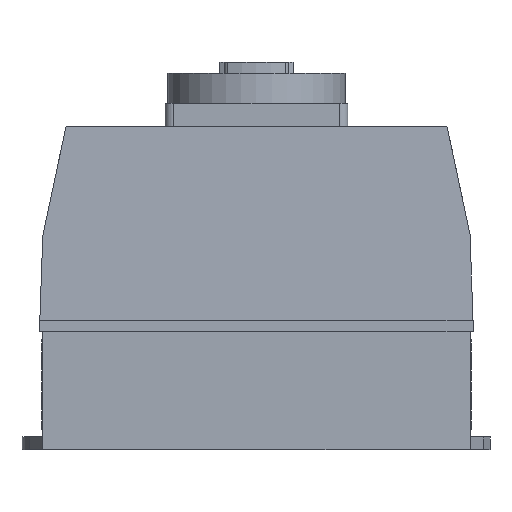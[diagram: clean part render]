
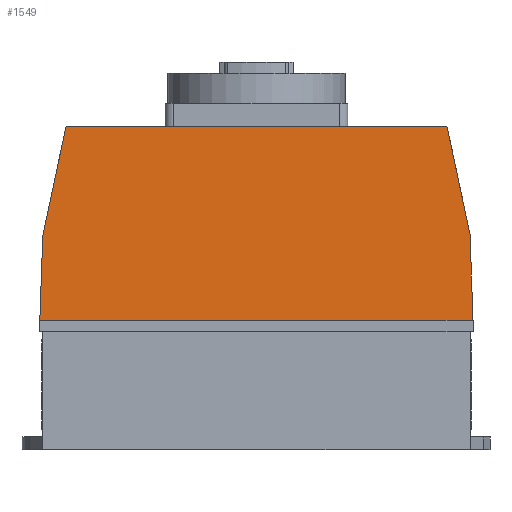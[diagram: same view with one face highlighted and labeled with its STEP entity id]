
A CAD part, left-side view. The second image highlights one B-rep face of the part: STEP entity #1549.
In plain terms, the highlighted planar face has unit normal (-0.999, 0, 0.035).
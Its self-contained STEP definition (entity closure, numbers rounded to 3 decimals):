
#104=LINE($,#2366,#284);
#107=LINE($,#2371,#287);
#111=LINE($,#2380,#291);
#112=LINE($,#2382,#292);
#113=LINE($,#2383,#293);
#114=LINE($,#2384,#294);
#284=VECTOR($,#1868,39.383);
#287=VECTOR($,#1873,135.414);
#291=VECTOR($,#1879,30.037);
#292=VECTOR($,#1880,154.);
#293=VECTOR($,#1881,30.537);
#294=VECTOR($,#1882,39.895);
#461=PLANE($,#1657);
#536=FACE_OUTER_BOUND($,#623,.T.);
#623=EDGE_LOOP($,(#1163,#1164,#1165,#1166,#1167,#1168));
#798=VERTEX_POINT($,#2363);
#799=VERTEX_POINT($,#2365);
#800=VERTEX_POINT($,#2369);
#803=VERTEX_POINT($,#2378);
#804=VERTEX_POINT($,#2379);
#805=VERTEX_POINT($,#2381);
#939=EDGE_CURVE($,#798,#799,#104,.T.);
#942=EDGE_CURVE($,#800,#798,#107,.T.);
#946=EDGE_CURVE($,#803,#804,#111,.T.);
#947=EDGE_CURVE($,#805,#803,#112,.T.);
#948=EDGE_CURVE($,#799,#805,#113,.T.);
#949=EDGE_CURVE($,#804,#800,#114,.T.);
#1163=ORIENTED_EDGE($,*,*,#946,.F.);
#1164=ORIENTED_EDGE($,*,*,#947,.F.);
#1165=ORIENTED_EDGE($,*,*,#948,.F.);
#1166=ORIENTED_EDGE($,*,*,#939,.F.);
#1167=ORIENTED_EDGE($,*,*,#942,.F.);
#1168=ORIENTED_EDGE($,*,*,#949,.F.);
#1549=ADVANCED_FACE($,(#536),#461,.F.);
#1657=AXIS2_PLACEMENT_3D($,#2377,#1877,#1878);
#1868=DIRECTION($,(-0.034,-0.208,-0.978));
#1873=DIRECTION($,(0.,-1.,0.));
#1877=DIRECTION('center_axis',(0.999,0.,-0.035));
#1878=DIRECTION('ref_axis',(-0.035,0.,-0.999));
#1879=DIRECTION($,(0.035,-0.035,0.999));
#1880=DIRECTION($,(0.,1.,0.));
#1881=DIRECTION($,(-0.035,-0.035,-0.999));
#1882=DIRECTION($,(0.034,-0.208,0.978));
#2363=CARTESIAN_POINT('',(1.41,-67.751,115.));
#2365=CARTESIAN_POINT('',(0.065,-75.935,76.5));
#2366=CARTESIAN_POINT($,(0.061,-75.962,76.374));
#2369=CARTESIAN_POINT('',(1.41,67.663,115.));
#2371=CARTESIAN_POINT($,(1.41,-72.376,115.));
#2377=CARTESIAN_POINT('Origin',(0.065,-77.,76.5));
#2378=CARTESIAN_POINT('',(-1.,77.,46.));
#2379=CARTESIAN_POINT('',(0.048,75.952,76.));
#2380=CARTESIAN_POINT($,(0.149,75.851,78.896));
#2381=CARTESIAN_POINT('',(-1.,-77.,46.));
#2382=CARTESIAN_POINT($,(-1.,-77.,46.));
#2383=CARTESIAN_POINT($,(-0.468,-76.468,61.231));
#2384=CARTESIAN_POINT($,(1.278,68.463,111.234));
